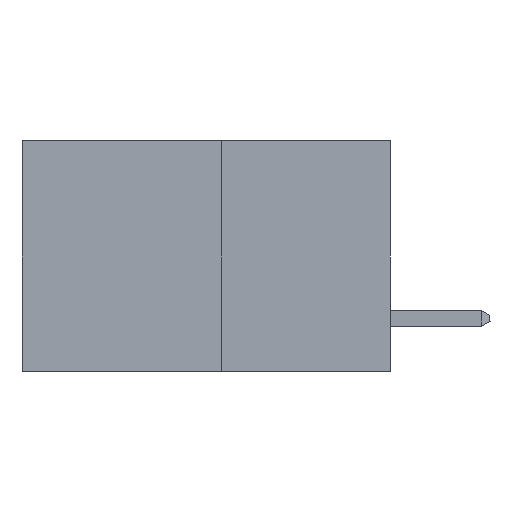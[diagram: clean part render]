
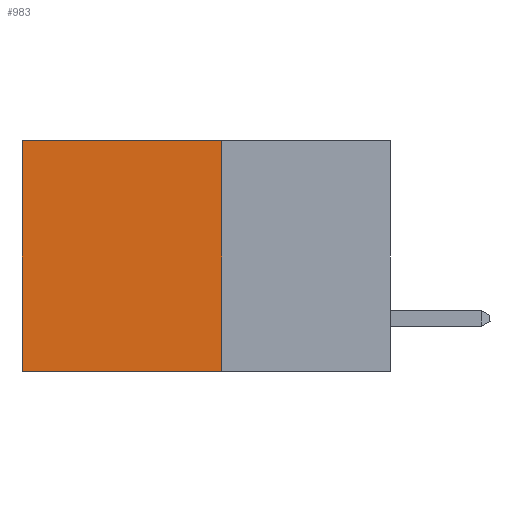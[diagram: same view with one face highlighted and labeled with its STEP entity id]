
A CAD part, left-side view. The second image highlights one B-rep face of the part: STEP entity #983.
In plain terms, the highlighted planar face has unit normal (-1, 0, 0).
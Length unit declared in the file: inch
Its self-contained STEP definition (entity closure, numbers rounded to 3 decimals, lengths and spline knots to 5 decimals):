
#161 = LINE ( 'NONE', #3050, #14297 ) ;
#337 = CARTESIAN_POINT ( 'NONE',  ( 0.277, 0.59, 0. ) ) ;
#983 = ADVANCED_FACE ( 'NONE', ( #19000 ), #4843, .F. ) ;
#2428 = CARTESIAN_POINT ( 'NONE',  ( 0.277, 0.27, -0.37 ) ) ;
#2785 = DIRECTION ( 'NONE',  ( 0., 1., 0. ) ) ;
#3050 = CARTESIAN_POINT ( 'NONE',  ( 0.277, 0.27, -0.37 ) ) ;
#4214 = DIRECTION ( 'NONE',  ( 0., 0., -1. ) ) ;
#4843 = PLANE ( 'NONE',  #20174 ) ;
#5571 = ORIENTED_EDGE ( 'NONE', *, *, #5661, .F. ) ;
#5600 = EDGE_LOOP ( 'NONE', ( #12149, #5571, #12069, #21211 ) ) ;
#5661 = EDGE_CURVE ( 'NONE', #10819, #11061, #161, .T. ) ;
#6030 = DIRECTION ( 'NONE',  ( 1., 0., 0. ) ) ;
#6412 = CARTESIAN_POINT ( 'NONE',  ( 0.277, 0.27, -0.37 ) ) ;
#7787 = VERTEX_POINT ( 'NONE', #19023 ) ;
#8991 = DIRECTION ( 'NONE',  ( 0., 0., -1. ) ) ;
#10153 = DIRECTION ( 'NONE',  ( 0., 0., -1. ) ) ;
#10577 = VECTOR ( 'NONE', #10153, 39.37008 ) ;
#10628 = EDGE_CURVE ( 'NONE', #7787, #10819, #21183, .T. ) ;
#10819 = VERTEX_POINT ( 'NONE', #6412 ) ;
#11061 = VERTEX_POINT ( 'NONE', #19357 ) ;
#11685 = LINE ( 'NONE', #17209, #10577 ) ;
#11824 = VECTOR ( 'NONE', #4214, 39.37008 ) ;
#12031 = DIRECTION ( 'NONE',  ( 0., 1., 0. ) ) ;
#12069 = ORIENTED_EDGE ( 'NONE', *, *, #10628, .F. ) ;
#12149 = ORIENTED_EDGE ( 'NONE', *, *, #15715, .T. ) ;
#13685 = EDGE_CURVE ( 'NONE', #7787, #19380, #20562, .T. ) ;
#14297 = VECTOR ( 'NONE', #2785, 39.37008 ) ;
#15715 = EDGE_CURVE ( 'NONE', #19380, #11061, #11685, .T. ) ;
#15942 = VECTOR ( 'NONE', #12031, 39.37008 ) ;
#16785 = CARTESIAN_POINT ( 'NONE',  ( 0.277, 0.27, -0.37 ) ) ;
#17209 = CARTESIAN_POINT ( 'NONE',  ( 0.277, 0.59, -0.37 ) ) ;
#19000 = FACE_OUTER_BOUND ( 'NONE', #5600, .T. ) ;
#19023 = CARTESIAN_POINT ( 'NONE',  ( 0.277, 0.27, 0. ) ) ;
#19063 = CARTESIAN_POINT ( 'NONE',  ( 0.277, 0.27, 0. ) ) ;
#19357 = CARTESIAN_POINT ( 'NONE',  ( 0.277, 0.59, -0.37 ) ) ;
#19380 = VERTEX_POINT ( 'NONE', #337 ) ;
#20174 = AXIS2_PLACEMENT_3D ( 'NONE', #16785, #6030, #8991 ) ;
#20562 = LINE ( 'NONE', #19063, #15942 ) ;
#21183 = LINE ( 'NONE', #2428, #11824 ) ;
#21211 = ORIENTED_EDGE ( 'NONE', *, *, #13685, .T. ) ;
